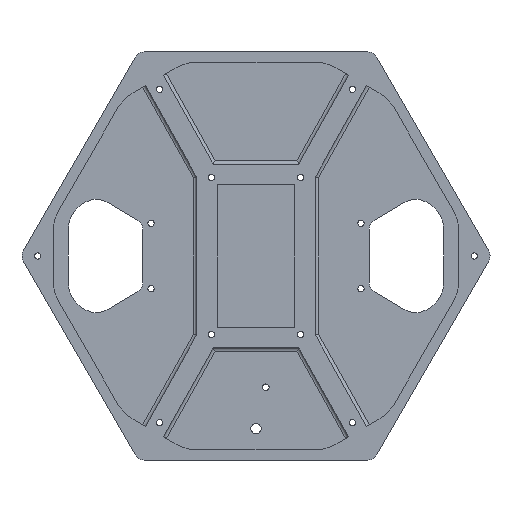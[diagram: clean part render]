
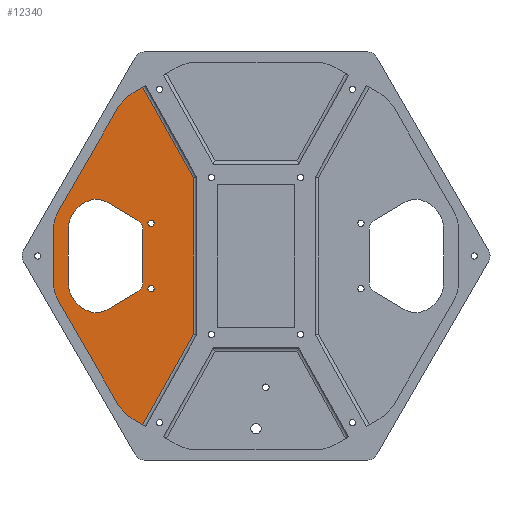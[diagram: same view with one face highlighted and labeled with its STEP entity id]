
A CAD part, front view. The second image highlights one B-rep face of the part: STEP entity #12340.
In plain terms, the highlighted planar face has unit normal (0, -1, 0).
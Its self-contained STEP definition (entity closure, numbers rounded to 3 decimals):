
#22=FACE_BOUND('',#1693,.T.);
#23=FACE_BOUND('',#1694,.T.);
#24=FACE_BOUND('',#1695,.T.);
#118=CIRCLE('',#13103,25.4);
#119=CIRCLE('',#13104,25.4);
#120=CIRCLE('',#13105,25.4);
#121=CIRCLE('',#13106,25.4);
#122=CIRCLE('',#13107,12.7);
#123=CIRCLE('',#13108,19.05);
#124=CIRCLE('',#13109,19.05);
#125=CIRCLE('',#13110,12.7);
#126=CIRCLE('',#13111,6.35);
#127=CIRCLE('',#13112,6.35);
#128=CIRCLE('',#13113,1.905);
#129=CIRCLE('',#13114,1.905);
#256=PLANE('',#13102);
#936=FACE_OUTER_BOUND('',#1692,.T.);
#1692=EDGE_LOOP('',(#8709,#8710,#8711,#8712,#8713,#8714,#8715,#8716,#8717,
#8718,#8719,#8720));
#1693=EDGE_LOOP('',(#8721,#8722,#8723,#8724,#8725,#8726,#8727,#8728,#8729,
#8730));
#1694=EDGE_LOOP('',(#8731));
#1695=EDGE_LOOP('',(#8732));
#2565=LINE('',#17480,#4190);
#2566=LINE('',#17484,#4191);
#2568=LINE('',#17490,#4193);
#2570=LINE('',#17496,#4195);
#2574=LINE('',#17504,#4199);
#2575=LINE('',#17508,#4200);
#2576=LINE('',#17512,#4201);
#2577=LINE('',#17516,#4202);
#2578=LINE('',#17520,#4203);
#2579=LINE('',#17526,#4204);
#2580=LINE('',#17532,#4205);
#2581=LINE('',#17536,#4206);
#4190=VECTOR('',#14018,10.);
#4191=VECTOR('',#14023,10.);
#4193=VECTOR('',#14029,10.);
#4195=VECTOR('',#14035,10.);
#4199=VECTOR('',#14041,10.);
#4200=VECTOR('',#14044,10.);
#4201=VECTOR('',#14047,10.);
#4202=VECTOR('',#14050,10.);
#4203=VECTOR('',#14053,10.);
#4204=VECTOR('',#14058,10.);
#4205=VECTOR('',#14063,10.);
#4206=VECTOR('',#14066,10.);
#5816=VERTEX_POINT('',#17477);
#5817=VERTEX_POINT('',#17479);
#5818=VERTEX_POINT('',#17483);
#5820=VERTEX_POINT('',#17489);
#5822=VERTEX_POINT('',#17495);
#5825=VERTEX_POINT('',#17503);
#5826=VERTEX_POINT('',#17505);
#5827=VERTEX_POINT('',#17507);
#5828=VERTEX_POINT('',#17509);
#5829=VERTEX_POINT('',#17511);
#5830=VERTEX_POINT('',#17513);
#5831=VERTEX_POINT('',#17515);
#5832=VERTEX_POINT('',#17518);
#5833=VERTEX_POINT('',#17519);
#5834=VERTEX_POINT('',#17521);
#5835=VERTEX_POINT('',#17523);
#5836=VERTEX_POINT('',#17525);
#5837=VERTEX_POINT('',#17527);
#5838=VERTEX_POINT('',#17529);
#5839=VERTEX_POINT('',#17531);
#5840=VERTEX_POINT('',#17533);
#5841=VERTEX_POINT('',#17535);
#5842=VERTEX_POINT('',#17538);
#5843=VERTEX_POINT('',#17540);
#6908=EDGE_CURVE('',#5816,#5817,#2565,.T.);
#6910=EDGE_CURVE('',#5817,#5818,#2566,.T.);
#6913=EDGE_CURVE('',#5818,#5820,#2568,.T.);
#6916=EDGE_CURVE('',#5820,#5822,#2570,.T.);
#6920=EDGE_CURVE('',#5825,#5816,#2574,.T.);
#6921=EDGE_CURVE('',#5826,#5825,#118,.T.);
#6922=EDGE_CURVE('',#5827,#5826,#2575,.T.);
#6923=EDGE_CURVE('',#5828,#5827,#119,.T.);
#6924=EDGE_CURVE('',#5829,#5828,#2576,.T.);
#6925=EDGE_CURVE('',#5830,#5829,#120,.T.);
#6926=EDGE_CURVE('',#5831,#5830,#2577,.T.);
#6927=EDGE_CURVE('',#5822,#5831,#121,.T.);
#6928=EDGE_CURVE('',#5832,#5833,#2578,.T.);
#6929=EDGE_CURVE('',#5834,#5833,#122,.F.);
#6930=EDGE_CURVE('',#5834,#5835,#123,.T.);
#6931=EDGE_CURVE('',#5836,#5835,#2579,.T.);
#6932=EDGE_CURVE('',#5836,#5837,#124,.T.);
#6933=EDGE_CURVE('',#5837,#5838,#125,.T.);
#6934=EDGE_CURVE('',#5839,#5838,#2580,.F.);
#6935=EDGE_CURVE('',#5840,#5839,#126,.T.);
#6936=EDGE_CURVE('',#5841,#5840,#2581,.F.);
#6937=EDGE_CURVE('',#5832,#5841,#127,.T.);
#6938=EDGE_CURVE('',#5842,#5842,#128,.T.);
#6939=EDGE_CURVE('',#5843,#5843,#129,.T.);
#8709=ORIENTED_EDGE('',*,*,#6913,.F.);
#8710=ORIENTED_EDGE('',*,*,#6910,.F.);
#8711=ORIENTED_EDGE('',*,*,#6908,.F.);
#8712=ORIENTED_EDGE('',*,*,#6920,.F.);
#8713=ORIENTED_EDGE('',*,*,#6921,.F.);
#8714=ORIENTED_EDGE('',*,*,#6922,.F.);
#8715=ORIENTED_EDGE('',*,*,#6923,.F.);
#8716=ORIENTED_EDGE('',*,*,#6924,.F.);
#8717=ORIENTED_EDGE('',*,*,#6925,.F.);
#8718=ORIENTED_EDGE('',*,*,#6926,.F.);
#8719=ORIENTED_EDGE('',*,*,#6927,.F.);
#8720=ORIENTED_EDGE('',*,*,#6916,.F.);
#8721=ORIENTED_EDGE('',*,*,#6928,.T.);
#8722=ORIENTED_EDGE('',*,*,#6929,.F.);
#8723=ORIENTED_EDGE('',*,*,#6930,.T.);
#8724=ORIENTED_EDGE('',*,*,#6931,.F.);
#8725=ORIENTED_EDGE('',*,*,#6932,.T.);
#8726=ORIENTED_EDGE('',*,*,#6933,.T.);
#8727=ORIENTED_EDGE('',*,*,#6934,.F.);
#8728=ORIENTED_EDGE('',*,*,#6935,.F.);
#8729=ORIENTED_EDGE('',*,*,#6936,.F.);
#8730=ORIENTED_EDGE('',*,*,#6937,.F.);
#8731=ORIENTED_EDGE('',*,*,#6938,.T.);
#8732=ORIENTED_EDGE('',*,*,#6939,.T.);
#12340=ADVANCED_FACE('',(#936,#22,#23,#24),#256,.F.);
#13102=AXIS2_PLACEMENT_3D('',#17502,#14039,#14040);
#13103=AXIS2_PLACEMENT_3D('',#17506,#14042,#14043);
#13104=AXIS2_PLACEMENT_3D('',#17510,#14045,#14046);
#13105=AXIS2_PLACEMENT_3D('',#17514,#14048,#14049);
#13106=AXIS2_PLACEMENT_3D('',#17517,#14051,#14052);
#13107=AXIS2_PLACEMENT_3D('',#17522,#14054,#14055);
#13108=AXIS2_PLACEMENT_3D('',#17524,#14056,#14057);
#13109=AXIS2_PLACEMENT_3D('',#17528,#14059,#14060);
#13110=AXIS2_PLACEMENT_3D('',#17530,#14061,#14062);
#13111=AXIS2_PLACEMENT_3D('',#17534,#14064,#14065);
#13112=AXIS2_PLACEMENT_3D('',#17537,#14067,#14068);
#13113=AXIS2_PLACEMENT_3D('',#17539,#14069,#14070);
#13114=AXIS2_PLACEMENT_3D('',#17541,#14071,#14072);
#14018=DIRECTION('',(0.487,0.,-0.873));
#14023=DIRECTION('',(0.,0.,-1.));
#14029=DIRECTION('',(-0.487,0.,-0.873));
#14035=DIRECTION('',(-0.866,0.,0.5));
#14039=DIRECTION('center_axis',(0.,1.,0.));
#14040=DIRECTION('ref_axis',(1.,0.,0.));
#14041=DIRECTION('',(0.866,0.,0.5));
#14042=DIRECTION('center_axis',(0.,1.,0.));
#14043=DIRECTION('ref_axis',(-0.707,0.,0.707));
#14044=DIRECTION('',(0.5,0.,0.866));
#14045=DIRECTION('center_axis',(0.,1.,0.));
#14046=DIRECTION('ref_axis',(-0.966,0.,0.259));
#14047=DIRECTION('',(0.,0.,1.));
#14048=DIRECTION('center_axis',(0.,1.,0.));
#14049=DIRECTION('ref_axis',(-0.966,0.,-0.259));
#14050=DIRECTION('',(-0.5,0.,0.866));
#14051=DIRECTION('center_axis',(0.,1.,0.));
#14052=DIRECTION('ref_axis',(-0.707,0.,-0.707));
#14053=DIRECTION('',(-0.861,0.,-0.509));
#14054=DIRECTION('center_axis',(0.,1.,0.));
#14055=DIRECTION('ref_axis',(-0.509,0.,0.861));
#14056=DIRECTION('center_axis',(0.,1.,0.));
#14057=DIRECTION('ref_axis',(-0.707,0.,-0.707));
#14058=DIRECTION('',(0.,0.,-1.));
#14059=DIRECTION('center_axis',(0.,1.,0.));
#14060=DIRECTION('ref_axis',(-0.707,0.,0.707));
#14061=DIRECTION('center_axis',(0.,1.,0.));
#14062=DIRECTION('ref_axis',(-0.509,0.,-0.861));
#14063=DIRECTION('',(0.861,0.,-0.509));
#14064=DIRECTION('center_axis',(0.,-1.,0.));
#14065=DIRECTION('ref_axis',(0.868,0.,0.496));
#14066=DIRECTION('',(0.,0.,-1.));
#14067=DIRECTION('center_axis',(0.,-1.,0.));
#14068=DIRECTION('ref_axis',(0.868,0.,-0.496));
#14069=DIRECTION('center_axis',(0.,1.,0.));
#14070=DIRECTION('ref_axis',(1.,0.,0.));
#14071=DIRECTION('center_axis',(0.,1.,0.));
#14072=DIRECTION('ref_axis',(1.,0.,0.));
#17477=CARTESIAN_POINT('',(-69.385,28.575,103.476));
#17479=CARTESIAN_POINT('',(-38.35,28.575,47.829));
#17480=CARTESIAN_POINT('',(-39.152,28.575,49.268));
#17483=CARTESIAN_POINT('',(-38.35,28.575,-47.829));
#17484=CARTESIAN_POINT('',(-38.35,28.575,24.174));
#17489=CARTESIAN_POINT('',(-69.385,28.575,-103.476));
#17490=CARTESIAN_POINT('',(-23.501,28.575,-21.204));
#17495=CARTESIAN_POINT('',(-75.309,28.575,-100.056));
#17496=CARTESIAN_POINT('',(-64.903,28.575,-106.064));
#17502=CARTESIAN_POINT('Origin',(0.,28.575,0.));
#17503=CARTESIAN_POINT('',(-75.309,28.575,100.056));
#17504=CARTESIAN_POINT('',(-68.731,28.575,103.854));
#17505=CARTESIAN_POINT('',(-84.606,28.575,90.759));
#17506=CARTESIAN_POINT('Origin',(-62.609,28.575,78.059));
#17507=CARTESIAN_POINT('',(-120.902,28.575,27.891));
#17508=CARTESIAN_POINT('',(-111.828,28.575,43.608));
#17509=CARTESIAN_POINT('',(-124.305,28.575,15.191));
#17510=CARTESIAN_POINT('Origin',(-98.905,28.575,15.191));
#17511=CARTESIAN_POINT('',(-124.305,28.575,-15.191));
#17512=CARTESIAN_POINT('',(-124.305,28.575,-7.596));
#17513=CARTESIAN_POINT('',(-120.902,28.575,-27.891));
#17514=CARTESIAN_POINT('Origin',(-98.905,28.575,-15.191));
#17515=CARTESIAN_POINT('',(-84.606,28.575,-90.759));
#17516=CARTESIAN_POINT('',(-93.68,28.575,-75.042));
#17517=CARTESIAN_POINT('Origin',(-62.609,28.575,-78.059));
#17518=CARTESIAN_POINT('',(-72.426,28.575,-21.843));
#17519=CARTESIAN_POINT('',(-91.282,28.575,-32.978));
#17520=CARTESIAN_POINT('',(-45.584,28.575,-5.992));
#17521=CARTESIAN_POINT('',(-101.318,28.575,-34.228));
#17522=CARTESIAN_POINT('Origin',(-97.739,28.575,-22.043));
#17523=CARTESIAN_POINT('',(-115.,28.575,-15.95));
#17524=CARTESIAN_POINT('Origin',(-95.95,28.575,-15.95));
#17525=CARTESIAN_POINT('',(-115.,28.575,15.95));
#17526=CARTESIAN_POINT('',(-115.,28.575,17.5));
#17527=CARTESIAN_POINT('',(-101.318,28.575,34.228));
#17528=CARTESIAN_POINT('Origin',(-95.95,28.575,15.95));
#17529=CARTESIAN_POINT('',(-91.282,28.575,32.978));
#17530=CARTESIAN_POINT('Origin',(-97.739,28.575,22.043));
#17531=CARTESIAN_POINT('',(-72.426,28.575,21.843));
#17532=CARTESIAN_POINT('',(-45.584,28.575,5.992));
#17533=CARTESIAN_POINT('',(-69.305,28.575,16.375));
#17534=CARTESIAN_POINT('Origin',(-75.655,28.575,16.375));
#17535=CARTESIAN_POINT('',(-69.305,28.575,-16.375));
#17536=CARTESIAN_POINT('',(-69.305,28.575,-12.5));
#17537=CARTESIAN_POINT('Origin',(-75.655,28.575,-16.375));
#17538=CARTESIAN_POINT('',(-66.21,28.575,-20.));
#17539=CARTESIAN_POINT('Origin',(-64.305,28.575,-20.));
#17540=CARTESIAN_POINT('',(-66.21,28.575,20.));
#17541=CARTESIAN_POINT('Origin',(-64.305,28.575,20.));
